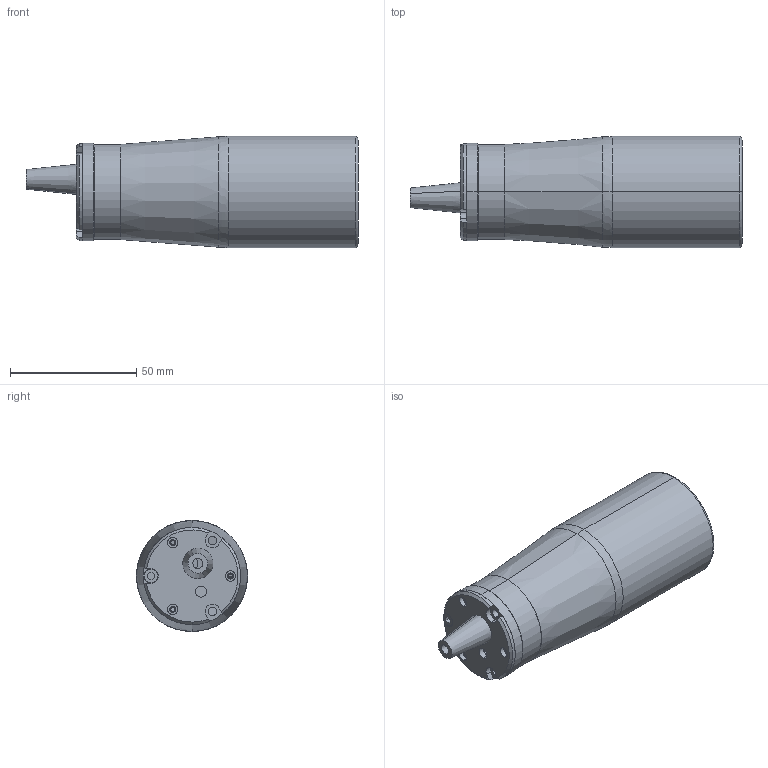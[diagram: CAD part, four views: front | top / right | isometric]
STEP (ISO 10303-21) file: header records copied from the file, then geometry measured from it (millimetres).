
FILE_DESCRIPTION (( 'STEP AP214' ), '1' );
FILE_NAME ('LTCL24.STEP', '2009-12-10T09:08:08', ( 'Opto Engineering srl' ), ( 'Opto Engineering srl' ), 'SwSTEP 2.0', 'SolidWorks 2004231', '' );
FILE_SCHEMA (( 'AUTOMOTIVE_DESIGN' ));
Length unit declared in the file: millimetre
Products named in the file (1): LTCL24
Bounding box: 131.5 x 44 x 44 mm (x, y, z)
Surface area: 23212.7 mm2 (no closed solid volume)
Topology: 0 solids, 10 shells, 102 faces, 289 edges, 203 vertices
Faces by surface type: cylinder 46, plane 35, cone 13, torus 6, sphere 2
Entity records: 4563 total; most frequent: DIRECTION 650, CARTESIAN_POINT 625, ORIENTED_EDGE 504, EDGE_CURVE 289, AXIS2_PLACEMENT_3D 268, VERTEX_POINT 203, CIRCLE 165, EDGE_LOOP 135
